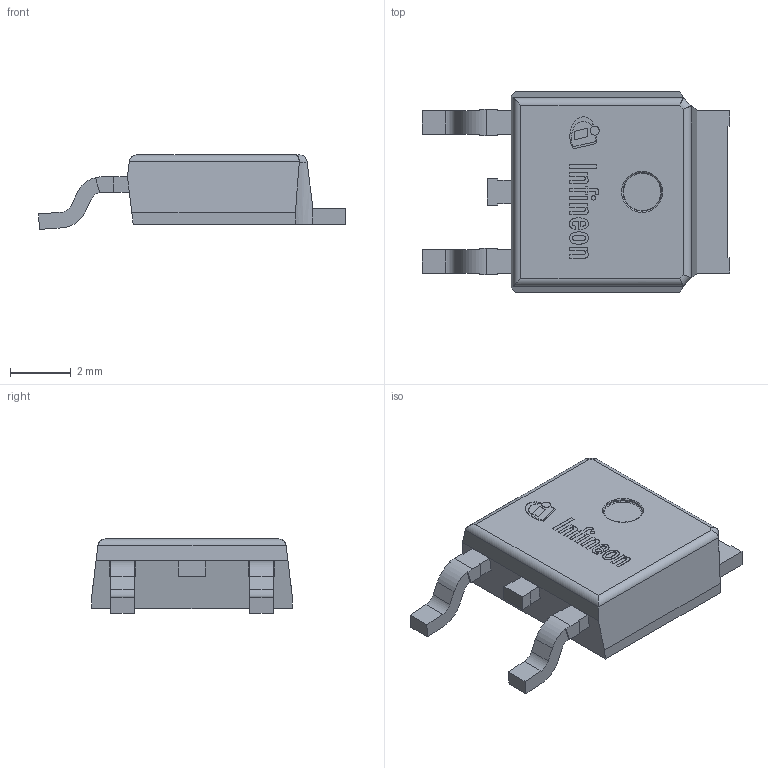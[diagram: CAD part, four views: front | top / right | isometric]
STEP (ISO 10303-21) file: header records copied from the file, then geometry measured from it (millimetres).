
FILE_DESCRIPTION(/* description */ (''),/* implementation_level */ '2;1');
FILE_NAME(/* name */ 'PG-TO252-3-36_Z8B00178444_V05_3D.stp',/* time_stamp */ '2023-09-06T16:17:25+06:00',/* author */ ('janartha'),/* organization */ (''),/* preprocessor_version */ 'ST-DEVELOPER v16.13',/* originating_system */ 'AutoCAD Mechanical',/* authorisation */ '');
FILE_SCHEMA (('AUTOMOTIVE_DESIGN { 1 0 10303 214 3 1 1 }'));
Length unit declared in the file: millimetre
Products named in the file (1): Product
Bounding box: 10.1 x 6.6 x 2.46 mm (x, y, z)
Volume: 102.5 mm3; surface area: 219 mm2
Topology: 17 solids, 17 shells, 310 faces, 821 edges, 547 vertices
Faces by surface type: plane 167, cylinder 139, torus 4
Full cylindrical faces by diameter (mm): 0.142 x1, 0.293 x1, 1.29 x1
Entity records: 9723 total; most frequent: DIRECTION 1725, CARTESIAN_POINT 1716, ORIENTED_EDGE 1630, EDGE_CURVE 815, AXIS2_PLACEMENT_3D 603, VERTEX_POINT 546, LINE 519, VECTOR 519
